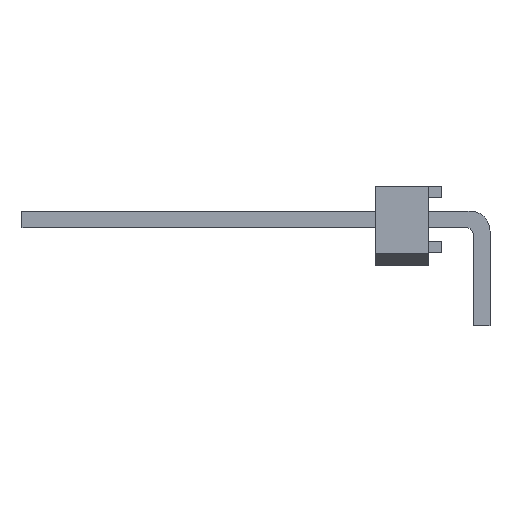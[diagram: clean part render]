
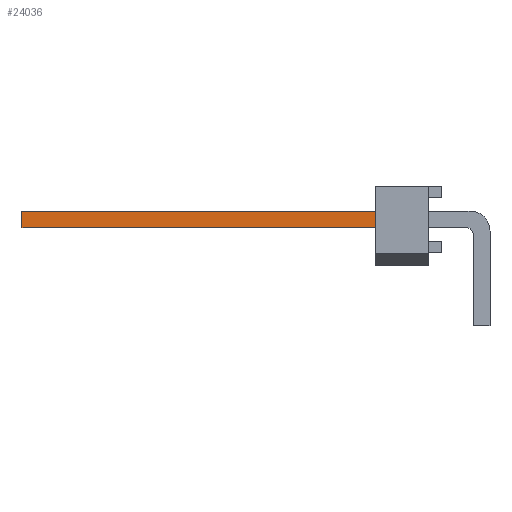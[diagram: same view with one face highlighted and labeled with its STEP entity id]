
A CAD part, left-side view. The second image highlights one B-rep face of the part: STEP entity #24036.
In plain terms, the highlighted face is planar.
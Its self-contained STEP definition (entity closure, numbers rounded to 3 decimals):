
#23019 = VERTEX_POINT('',#23020);
#23020 = CARTESIAN_POINT('',(19.368,17.526,-0.318));
#23026 = EDGE_CURVE('',#23027,#23019,#23029,.T.);
#23027 = VERTEX_POINT('',#23028);
#23028 = CARTESIAN_POINT('',(19.368,2.921,-0.318));
#23029 = LINE('',#23030,#23031);
#23030 = CARTESIAN_POINT('',(19.368,0.445,-0.318));
#23031 = VECTOR('',#23032,1.);
#23032 = DIRECTION('',(0.,1.,0.));
#23659 = VERTEX_POINT('',#23660);
#23660 = CARTESIAN_POINT('',(19.368,2.921,0.318));
#23666 = EDGE_CURVE('',#23667,#23659,#23669,.T.);
#23667 = VERTEX_POINT('',#23668);
#23668 = CARTESIAN_POINT('',(19.368,17.526,0.318));
#23669 = LINE('',#23670,#23671);
#23670 = CARTESIAN_POINT('',(19.368,17.526,0.318));
#23671 = VECTOR('',#23672,1.);
#23672 = DIRECTION('',(0.,-1.,0.));
#24025 = EDGE_CURVE('',#23019,#23667,#24026,.T.);
#24026 = LINE('',#24027,#24028);
#24027 = CARTESIAN_POINT('',(19.368,17.526,-0.318));
#24028 = VECTOR('',#24029,1.);
#24029 = DIRECTION('',(0.,0.,1.));
#24036 = ADVANCED_FACE('',(#24037),#24048,.T.);
#24037 = FACE_BOUND('',#24038,.T.);
#24038 = EDGE_LOOP('',(#24039,#24040,#24046,#24047));
#24039 = ORIENTED_EDGE('',*,*,#23666,.T.);
#24040 = ORIENTED_EDGE('',*,*,#24041,.T.);
#24041 = EDGE_CURVE('',#23659,#23027,#24042,.T.);
#24042 = LINE('',#24043,#24044);
#24043 = CARTESIAN_POINT('',(19.368,2.921,0.445));
#24044 = VECTOR('',#24045,1.);
#24045 = DIRECTION('',(0.,0.,-1.));
#24046 = ORIENTED_EDGE('',*,*,#23026,.T.);
#24047 = ORIENTED_EDGE('',*,*,#24025,.T.);
#24048 = PLANE('',#24049);
#24049 = AXIS2_PLACEMENT_3D('',#24050,#24051,#24052);
#24050 = CARTESIAN_POINT('',(19.368,0.445,0.445));
#24051 = DIRECTION('',(1.,0.,0.));
#24052 = DIRECTION('',(0.,0.,-1.));
